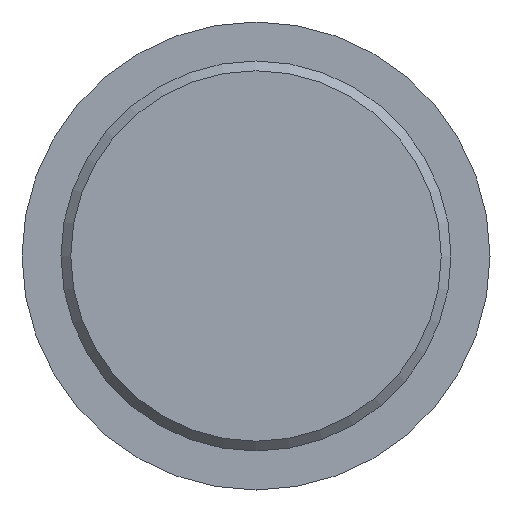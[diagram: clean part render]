
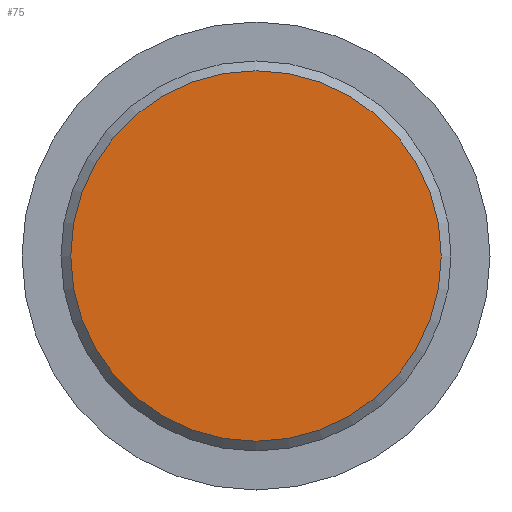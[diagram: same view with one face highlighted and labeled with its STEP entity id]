
A CAD part, left-side view. The second image highlights one B-rep face of the part: STEP entity #75.
In plain terms, the highlighted planar face has unit normal (-1, 0, 0).
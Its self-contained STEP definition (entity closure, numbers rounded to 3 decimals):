
#75=ADVANCED_FACE('',(#223),#225,.T.);
#223=FACE_BOUND('',#224,.T.);
#224=EDGE_LOOP('',(#296));
#225=PLANE('',#226);
#226=AXIS2_PLACEMENT_3D('',#227,#228,#229);
#227=CARTESIAN_POINT('',(0.,0.,0.));
#228=DIRECTION('',(-1.,0.,0.));
#229=DIRECTION('',(0.,0.,-1.));
#296=ORIENTED_EDGE('',*,*,#328,.T.);
#328=EDGE_CURVE('',#379,#379,#380,.T.);
#379=VERTEX_POINT('',#724);
#380=CIRCLE('',#725,19.);
#724=CARTESIAN_POINT('',(0.,0.,-19.));
#725=AXIS2_PLACEMENT_3D('',#726,#727,#728);
#726=CARTESIAN_POINT('',(0.,0.,0.));
#727=DIRECTION('',(-1.,0.,0.));
#728=DIRECTION('',(0.,0.,-1.));
